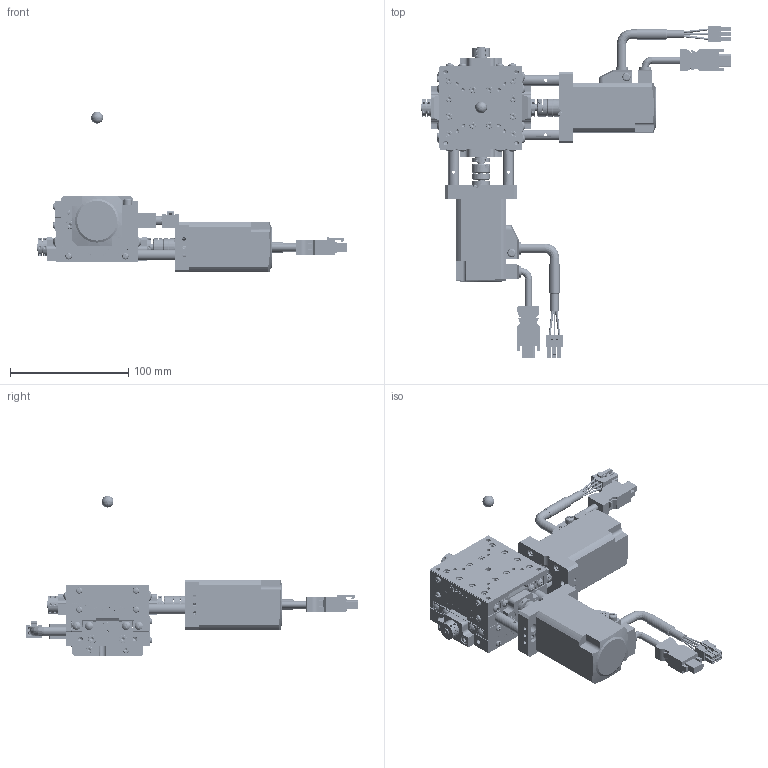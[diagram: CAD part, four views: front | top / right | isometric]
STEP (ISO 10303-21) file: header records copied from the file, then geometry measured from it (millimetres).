
FILE_DESCRIPTION( (''), '2;1');
FILE_NAME ('DR051321-0001-000-00.stp','2019-04-26T13:19:05',(''),(''),'spGate 13.4.4','','');
FILE_SCHEMA (('AUTOMOTIVE_DESIGN'));
Length unit declared in the file: millimetre
Products named in the file (17): Assembly; DR051321-0001-000-00-prt0; DR051321-0001-000-00-prt1; DR051321-0001-000-00-prt2; DR051321-0001-000-00-prt3; DR051321-0001-000-00-prt4; DR051321-0001-000-00-prt5; DR051321-0001-000-00-prt6; DR051321-0001-000-00-prt7; DR051321-0001-000-00-prt8; DR051321-0001-000-00-prt9; DR051321-0001-000-00-prt10; DR051321-0001-000-00-prt11; DR051321-0001-000-00-prt12; DR051321-0001-000-00-prt13; DR051321-0001-000-00-prt14; DR051321-0001-000-00-prt15
Assembly tree (16 placements, depth 2):
  Assembly
    DR051321-0001-000-00-prt0
    DR051321-0001-000-00-prt1
    DR051321-0001-000-00-prt2
    DR051321-0001-000-00-prt3
    DR051321-0001-000-00-prt4
    DR051321-0001-000-00-prt5
    DR051321-0001-000-00-prt6
    DR051321-0001-000-00-prt7
    DR051321-0001-000-00-prt8
    DR051321-0001-000-00-prt9
    DR051321-0001-000-00-prt10
    DR051321-0001-000-00-prt11
    DR051321-0001-000-00-prt12
    DR051321-0001-000-00-prt13
    DR051321-0001-000-00-prt14
    DR051321-0001-000-00-prt15
Bounding box: 262.4 x 280.3 x 135.5 mm (x, y, z)
Volume: 592812.8 mm3; surface area: 182292.9 mm2
Topology: 16 solids, 16 shells, 6507 faces, 16203 edges, 9998 vertices
Faces by surface type: plane 3619, cylinder 1746, bspline 1088, sphere 54
Entity records: 333813 total; most frequent: CARTESIAN_POINT 58398, ORIENTED_EDGE 31726, DIRECTION 28564, COLOUR_RGB 22386, PRESENTATION_STYLE_ASSIGNMENT 22386, STYLED_ITEM 22386, EDGE_CURVE 15863, DRAUGHTING_PRE_DEFINED_CURVE_FONT 15863
